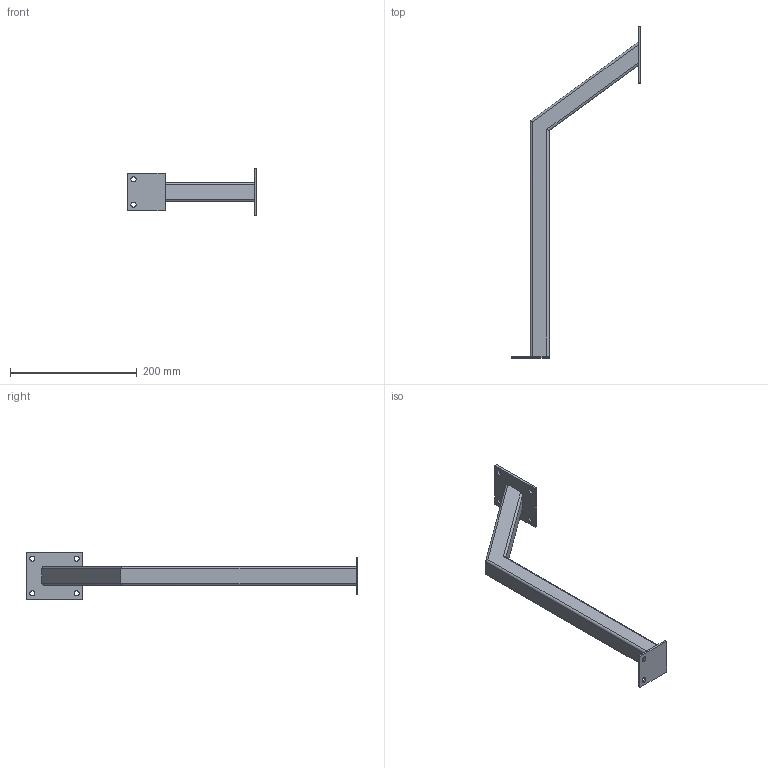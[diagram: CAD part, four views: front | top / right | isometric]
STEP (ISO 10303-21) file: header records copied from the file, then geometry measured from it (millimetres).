
FILE_DESCRIPTION(/* description */ (''),/* implementation_level */ '2;1');
FILE_NAME(/* name */ 'SUPPORTO_ACCELERATORE_ASM_6_ASM.stp',/* time_stamp */ '2016-06-02T11:03:50+02:00',/* author */ (''),/* organization */ (''),/* preprocessor_version */ 'ST-DEVELOPER v16.5',/* originating_system */ 'Autodesk Translation Framework v5.0.0.3310',/* authorisation */ '');
FILE_SCHEMA (('AUTOMOTIVE_DESIGN { 1 0 10303 214 3 1 1 }'));
Length unit declared in the file: centimetre
Products named in the file (4): SUPPORTO_ACCELERATORE_ASM_6_ASM; SUPPORTO_POMPA_FRENO_6; PIASTRA_SUPP_ACC_4; PIASTRA_INF_FISS_ACC_4
Assembly tree (3 placements, depth 2):
  SUPPORTO_ACCELERATORE_ASM_6_ASM
    SUPPORTO_POMPA_FRENO_6
    PIASTRA_SUPP_ACC_4
    PIASTRA_INF_FISS_ACC_4
Bounding box: 204.76 x 524.59 x 75 mm (x, y, z)
Volume: 211375.2 mm3; surface area: 139866.8 mm2
Topology: 3 solids, 3 shells, 48 faces, 118 edges, 76 vertices
Faces by surface type: plane 26, cylinder 22
Full cylindrical faces by diameter (mm): 8.2 x6
Entity records: 1495 total; most frequent: DIRECTION 258, CARTESIAN_POINT 243, ORIENTED_EDGE 224, EDGE_CURVE 112, AXIS2_PLACEMENT_3D 91, LINE 76, VECTOR 76, VERTEX_POINT 76
